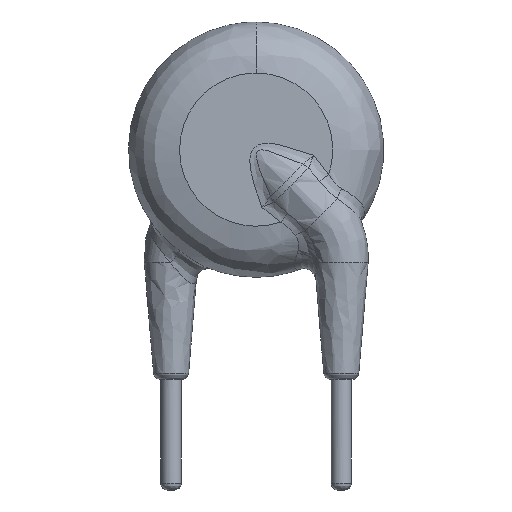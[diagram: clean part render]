
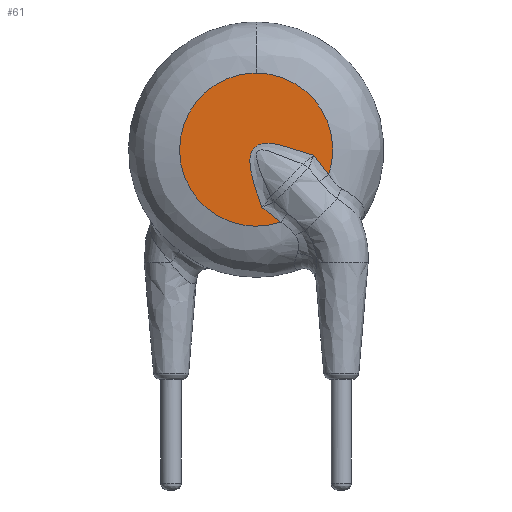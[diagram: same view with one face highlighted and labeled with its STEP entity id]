
A CAD part, front view. The second image highlights one B-rep face of the part: STEP entity #61.
In plain terms, the highlighted planar face has unit normal (0, -1, 0).
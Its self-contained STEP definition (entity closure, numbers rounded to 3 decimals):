
#61=ADVANCED_FACE('',(#112),#736,.T.);
#112=FACE_OUTER_BOUND('',#163,.T.);
#163=EDGE_LOOP('',(#228,#229,#230,#231,#232));
#228=ORIENTED_EDGE('',*,*,#447,.F.);
#229=ORIENTED_EDGE('',*,*,#448,.F.);
#230=ORIENTED_EDGE('',*,*,#455,.F.);
#231=ORIENTED_EDGE('',*,*,#459,.F.);
#232=ORIENTED_EDGE('',*,*,#446,.F.);
#446=EDGE_CURVE('',#672,#673,#553,.T.);
#447=EDGE_CURVE('',#674,#672,#554,.T.);
#448=EDGE_CURVE('',#675,#674,#555,.T.);
#455=EDGE_CURVE('',#676,#675,#645,.T.);
#459=EDGE_CURVE('',#673,#676,#647,.T.);
#553=B_SPLINE_CURVE_WITH_KNOTS('',3,(#5784,#5785,#5786,#5787,#5788,#5789,
#5790,#5791),.UNSPECIFIED.,.F.,.F.,(4,2,1,1,4),(-0.708,-0.619,
-0.531,-0.354,0.),.UNSPECIFIED.);
#554=B_SPLINE_CURVE_WITH_KNOTS('',3,(#5792,#5793,#5794,#5795,#5796,#5797,
#5798,#5799,#5800,#5801,#5802,#5803,#5804,#5805,#5806,#5807,#5808,#5809,
#5810,#5811,#5812,#5813,#5814,#5815,#5816,#5817,#5818,#5819,#5820,#5821,
#5822,#5823,#5824,#5825,#5826,#5827,#5828,#5829,#5830,#5831,#5832,#5833,
#5834,#5835,#5836,#5837,#5838,#5839,#5840,#5841,#5842,#5843,#5844,#5845,
#5846,#5847,#5848,#5849,#5850,#5851,#5852,#5853,#5854,#5855,#5856,#5857,
#5858,#5859,#5860,#5861,#5862,#5863,#5864,#5865,#5866,#5867,#5868,#5869,
#5870,#5871,#5872),.UNSPECIFIED.,.F.,.F.,(4,2,2,2,1,2,2,2,2,2,2,2,1,2,2,
2,2,2,2,2,1,1,1,2,2,1,2,2,2,2,2,2,2,1,1,2,2,2,2,2,1,2,2,2,4),(-3.667,
-3.438,-3.208,-2.979,-2.865,
-2.75,-2.635,-2.521,-2.406,-2.349,
-2.32,-2.292,-2.234,-2.177,
-2.12,-2.063,-2.005,-1.948,
-1.891,-1.876,-1.862,-1.833,
-1.776,-1.762,-1.747,-1.719,
-1.704,-1.69,-1.662,-1.604,
-1.547,-1.518,-1.49,-1.432,
-1.375,-1.318,-1.26,-1.146,-1.031,
-0.917,-0.802,-0.688,-0.458,
-0.229,0.),.UNSPECIFIED.);
#555=B_SPLINE_CURVE_WITH_KNOTS('',3,(#5873,#5874,#5875,#5876,#5877,#5878,
#5879,#5880),.UNSPECIFIED.,.F.,.F.,(4,1,1,2,4),(-0.712,-0.356,
-0.178,-0.089,0.),.UNSPECIFIED.);
#645=(
BOUNDED_CURVE()
B_SPLINE_CURVE(2,(#5953,#5954,#5955,#5956,#5957),.UNSPECIFIED.,.F.,.F.)
B_SPLINE_CURVE_WITH_KNOTS((3,2,3),(7.804,9.943,12.081),
 .UNSPECIFIED.)
CURVE()
GEOMETRIC_REPRESENTATION_ITEM()
RATIONAL_B_SPLINE_CURVE((1.,0.889,1.,0.889,1.))
REPRESENTATION_ITEM('')
);
#647=(
BOUNDED_CURVE()
B_SPLINE_CURVE(2,(#6015,#6016,#6017,#6018,#6019,#6020,#6021,#6022,#6023),
 .UNSPECIFIED.,.F.,.F.)
B_SPLINE_CURVE_WITH_KNOTS((3,2,2,2,3),(0.,1.951,3.902,
5.853,7.804),.UNSPECIFIED.)
CURVE()
GEOMETRIC_REPRESENTATION_ITEM()
RATIONAL_B_SPLINE_CURVE((1.,0.907,1.,0.907,1.,0.907,
1.,0.907,1.))
REPRESENTATION_ITEM('')
);
#672=VERTEX_POINT('',#5722);
#673=VERTEX_POINT('',#5723);
#674=VERTEX_POINT('',#5724);
#675=VERTEX_POINT('',#5725);
#676=VERTEX_POINT('',#5726);
#736=PLANE('',#800);
#800=AXIS2_PLACEMENT_3D('',#978,#809,$);
#809=DIRECTION('',(0.,-1.,0.));
#978=CARTESIAN_POINT('',(-3.422,-1.5,3.727));
#5722=CARTESIAN_POINT('',(0.167,-1.5,5.308));
#5723=CARTESIAN_POINT('',(0.723,-1.5,4.869));
#5724=CARTESIAN_POINT('',(1.692,-1.5,6.833));
#5725=CARTESIAN_POINT('',(2.128,-1.5,6.271));
#5726=CARTESIAN_POINT('',(0.,-1.5,9.25));
#5784=CARTESIAN_POINT('',(0.167,-1.5,5.308));
#5785=CARTESIAN_POINT('',(0.19,-1.5,5.289));
#5786=CARTESIAN_POINT('',(0.213,-1.5,5.271));
#5787=CARTESIAN_POINT('',(0.259,-1.5,5.235));
#5788=CARTESIAN_POINT('',(0.329,-1.5,5.18));
#5789=CARTESIAN_POINT('',(0.491,-1.5,5.052));
#5790=CARTESIAN_POINT('',(0.63,-1.5,4.942));
#5791=CARTESIAN_POINT('',(0.723,-1.5,4.869));
#5792=CARTESIAN_POINT('',(1.692,-1.5,6.833));
#5793=CARTESIAN_POINT('',(1.621,-1.5,6.86));
#5794=CARTESIAN_POINT('',(1.55,-1.5,6.887));
#5795=CARTESIAN_POINT('',(1.407,-1.5,6.938));
#5796=CARTESIAN_POINT('',(1.336,-1.5,6.963));
#5797=CARTESIAN_POINT('',(1.192,-1.5,7.01));
#5798=CARTESIAN_POINT('',(1.119,-1.5,7.033));
#5799=CARTESIAN_POINT('',(1.01,-1.5,7.065));
#5800=CARTESIAN_POINT('',(0.938,-1.5,7.085));
#5801=CARTESIAN_POINT('',(0.864,-1.5,7.104));
#5802=CARTESIAN_POINT('',(0.791,-1.5,7.122));
#5803=CARTESIAN_POINT('',(0.754,-1.5,7.131));
#5804=CARTESIAN_POINT('',(0.68,-1.5,7.146));
#5805=CARTESIAN_POINT('',(0.643,-1.5,7.153));
#5806=CARTESIAN_POINT('',(0.568,-1.5,7.166));
#5807=CARTESIAN_POINT('',(0.531,-1.5,7.171));
#5808=CARTESIAN_POINT('',(0.474,-1.5,7.177));
#5809=CARTESIAN_POINT('',(0.455,-1.5,7.179));
#5810=CARTESIAN_POINT('',(0.426,-1.5,7.181));
#5811=CARTESIAN_POINT('',(0.417,-1.5,7.182));
#5812=CARTESIAN_POINT('',(0.397,-1.5,7.183));
#5813=CARTESIAN_POINT('',(0.388,-1.5,7.184));
#5814=CARTESIAN_POINT('',(0.359,-1.5,7.185));
#5815=CARTESIAN_POINT('',(0.321,-1.5,7.185));
#5816=CARTESIAN_POINT('',(0.283,-1.5,7.184));
#5817=CARTESIAN_POINT('',(0.245,-1.5,7.181));
#5818=CARTESIAN_POINT('',(0.226,-1.5,7.18));
#5819=CARTESIAN_POINT('',(0.188,-1.5,7.174));
#5820=CARTESIAN_POINT('',(0.169,-1.5,7.171));
#5821=CARTESIAN_POINT('',(0.132,-1.5,7.163));
#5822=CARTESIAN_POINT('',(0.113,-1.5,7.158));
#5823=CARTESIAN_POINT('',(0.077,-1.5,7.145));
#5824=CARTESIAN_POINT('',(0.059,-1.5,7.138));
#5825=CARTESIAN_POINT('',(0.025,-1.5,7.122));
#5826=CARTESIAN_POINT('',(0.009,-1.5,7.112));
#5827=CARTESIAN_POINT('',(-0.011,-1.5,7.099));
#5828=CARTESIAN_POINT('',(-0.015,-1.5,7.096));
#5829=CARTESIAN_POINT('',(-0.023,-1.5,7.09));
#5830=CARTESIAN_POINT('',(-0.035,-1.5,7.081));
#5831=CARTESIAN_POINT('',(-0.06,-1.5,7.059));
#5832=CARTESIAN_POINT('',(-0.082,-1.5,7.035));
#5833=CARTESIAN_POINT('',(-0.096,-1.5,7.015));
#5834=CARTESIAN_POINT('',(-0.102,-1.5,7.007));
#5835=CARTESIAN_POINT('',(-0.105,-1.5,7.003));
#5836=CARTESIAN_POINT('',(-0.112,-1.5,6.991));
#5837=CARTESIAN_POINT('',(-0.12,-1.5,6.978));
#5838=CARTESIAN_POINT('',(-0.126,-1.5,6.965));
#5839=CARTESIAN_POINT('',(-0.131,-1.5,6.957));
#5840=CARTESIAN_POINT('',(-0.133,-1.5,6.952));
#5841=CARTESIAN_POINT('',(-0.139,-1.5,6.939));
#5842=CARTESIAN_POINT('',(-0.142,-1.5,6.93));
#5843=CARTESIAN_POINT('',(-0.153,-1.5,6.903));
#5844=CARTESIAN_POINT('',(-0.158,-1.5,6.885));
#5845=CARTESIAN_POINT('',(-0.168,-1.5,6.848));
#5846=CARTESIAN_POINT('',(-0.171,-1.5,6.829));
#5847=CARTESIAN_POINT('',(-0.176,-1.5,6.8));
#5848=CARTESIAN_POINT('',(-0.177,-1.5,6.791));
#5849=CARTESIAN_POINT('',(-0.18,-1.5,6.772));
#5850=CARTESIAN_POINT('',(-0.181,-1.5,6.762));
#5851=CARTESIAN_POINT('',(-0.183,-1.5,6.733));
#5852=CARTESIAN_POINT('',(-0.185,-1.5,6.695));
#5853=CARTESIAN_POINT('',(-0.185,-1.5,6.637));
#5854=CARTESIAN_POINT('',(-0.183,-1.5,6.599));
#5855=CARTESIAN_POINT('',(-0.18,-1.5,6.56));
#5856=CARTESIAN_POINT('',(-0.179,-1.5,6.541));
#5857=CARTESIAN_POINT('',(-0.173,-1.5,6.484));
#5858=CARTESIAN_POINT('',(-0.168,-1.5,6.446));
#5859=CARTESIAN_POINT('',(-0.156,-1.5,6.37));
#5860=CARTESIAN_POINT('',(-0.149,-1.5,6.333));
#5861=CARTESIAN_POINT('',(-0.133,-1.5,6.258));
#5862=CARTESIAN_POINT('',(-0.125,-1.5,6.22));
#5863=CARTESIAN_POINT('',(-0.107,-1.5,6.146));
#5864=CARTESIAN_POINT('',(-0.088,-1.5,6.072));
#5865=CARTESIAN_POINT('',(-0.067,-1.5,5.998));
#5866=CARTESIAN_POINT('',(-0.035,-1.5,5.887));
#5867=CARTESIAN_POINT('',(-0.012,-1.5,5.814));
#5868=CARTESIAN_POINT('',(0.036,-1.5,5.668));
#5869=CARTESIAN_POINT('',(0.061,-1.5,5.596));
#5870=CARTESIAN_POINT('',(0.113,-1.5,5.451));
#5871=CARTESIAN_POINT('',(0.139,-1.5,5.379));
#5872=CARTESIAN_POINT('',(0.167,-1.5,5.308));
#5873=CARTESIAN_POINT('',(2.128,-1.5,6.271));
#5874=CARTESIAN_POINT('',(2.056,-1.5,6.365));
#5875=CARTESIAN_POINT('',(1.948,-1.5,6.506));
#5876=CARTESIAN_POINT('',(1.82,-1.5,6.67));
#5877=CARTESIAN_POINT('',(1.766,-1.5,6.74));
#5878=CARTESIAN_POINT('',(1.729,-1.5,6.787));
#5879=CARTESIAN_POINT('',(1.711,-1.5,6.81));
#5880=CARTESIAN_POINT('',(1.692,-1.5,6.833));
#5953=CARTESIAN_POINT('',(0.,-1.5,9.25));
#5954=CARTESIAN_POINT('',(1.158,-1.5,9.25));
#5955=CARTESIAN_POINT('',(1.831,-1.5,8.308));
#5956=CARTESIAN_POINT('',(2.504,-1.5,7.366));
#5957=CARTESIAN_POINT('',(2.128,-1.5,6.271));
#6015=CARTESIAN_POINT('',(0.723,-1.5,4.869));
#6016=CARTESIAN_POINT('',(-0.264,-1.5,4.535));
#6017=CARTESIAN_POINT('',(-1.157,-1.5,5.07));
#6018=CARTESIAN_POINT('',(-2.051,-1.5,5.606));
#6019=CARTESIAN_POINT('',(-2.22,-1.5,6.634));
#6020=CARTESIAN_POINT('',(-2.39,-1.5,7.662));
#6021=CARTESIAN_POINT('',(-1.716,-1.5,8.456));
#6022=CARTESIAN_POINT('',(-1.042,-1.5,9.25));
#6023=CARTESIAN_POINT('',(0.,-1.5,9.25));
